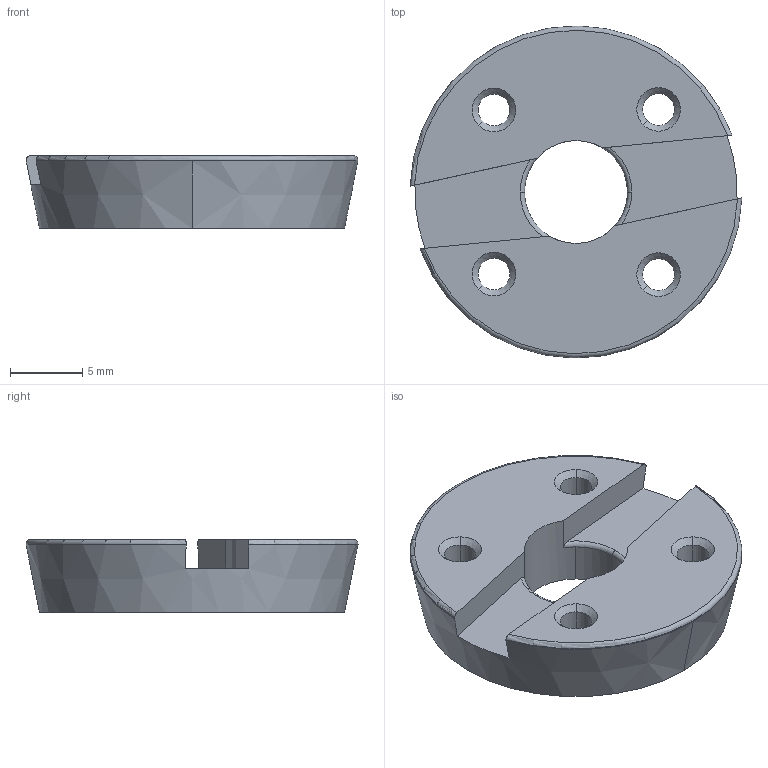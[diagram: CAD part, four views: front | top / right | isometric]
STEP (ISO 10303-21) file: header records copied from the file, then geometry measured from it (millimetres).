
FILE_DESCRIPTION(('STEP AP214'),'1');
FILE_NAME('Servo_axis_+9.stp','2023-02-18T09:19:31',(' '),(' '),'Spatial InterOp 3D',' ',' ');
FILE_SCHEMA(('AUTOMOTIVE_DESIGN { 1 0 10303 214 1 1 1 1 }'));
Length unit declared in the file: metre
Products named in the file (1): Servo_axis_+9
Bounding box: 22.89 x 22.91 x 5 mm (x, y, z)
Volume: 1474.7 mm3; surface area: 1262.5 mm2
Topology: 1 solids, 1 shells, 37 faces, 101 edges, 65 vertices
Faces by surface type: cylinder 10, cone 10, plane 9, torus 8
Entity records: 1341 total; most frequent: CARTESIAN_POINT 344, DIRECTION 214, ORIENTED_EDGE 202, EDGE_CURVE 101, AXIS2_PLACEMENT_3D 91, VERTEX_POINT 65, CIRCLE 53, EDGE_LOOP 46
